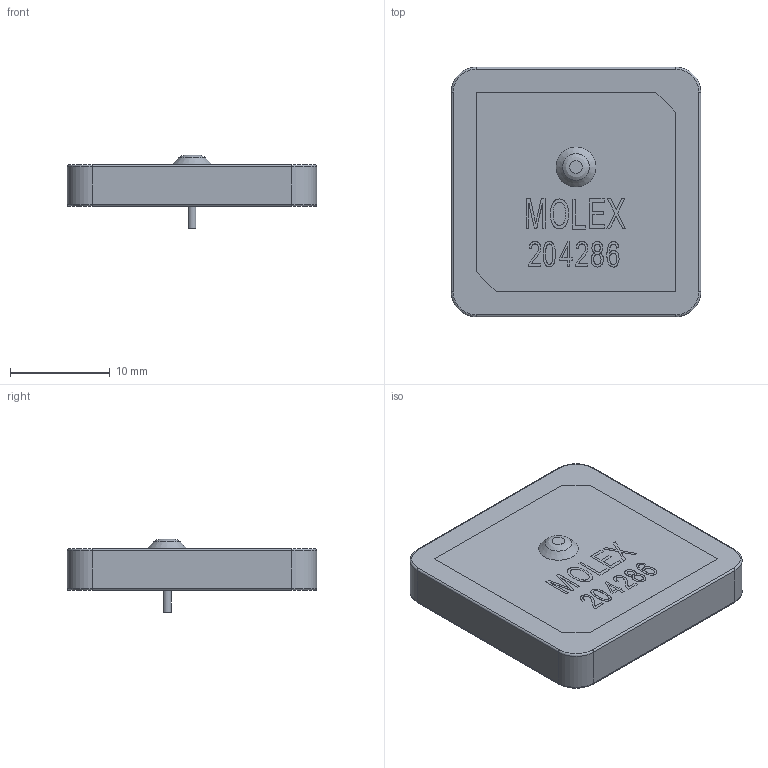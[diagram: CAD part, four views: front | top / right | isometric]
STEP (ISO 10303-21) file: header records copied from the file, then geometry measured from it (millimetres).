
FILE_DESCRIPTION(/* description */ (''),/* implementation_level */ '2;1');
FILE_NAME(/* name */ 'Molex - 2042860001.step',/* time_stamp */ '2019-12-08T21:46:11+00:00',/* author */ (''),/* organization */ (''),/* preprocessor_version */ 'ST-DEVELOPER v18',/* originating_system */ 'Autodesk Translation Framework v8.12.0.6',/* authorisation */ '');
FILE_SCHEMA (('AUTOMOTIVE_DESIGN { 1 0 10303 214 3 1 1 }'));
Length unit declared in the file: millimetre
Products named in the file (1): Molex - 2042860001
Bounding box: 25 x 25 x 7.4 mm (x, y, z)
Volume: 2609.4 mm3; surface area: 1634 mm2
Topology: 1 solids, 1 shells, 304 faces, 829 edges, 547 vertices
Faces by surface type: bspline 183, plane 97, cylinder 14, torus 9, cone 1
Full cylindrical faces by diameter (mm): 0.8 x1, 4 x1
Entity records: 13169 total; most frequent: CARTESIAN_POINT 6625, ORIENTED_EDGE 1658, EDGE_CURVE 829, DIRECTION 751, VERTEX_POINT 547, LINE 421, VECTOR 421, B_SPLINE_CURVE_WITH_KNOTS 365
